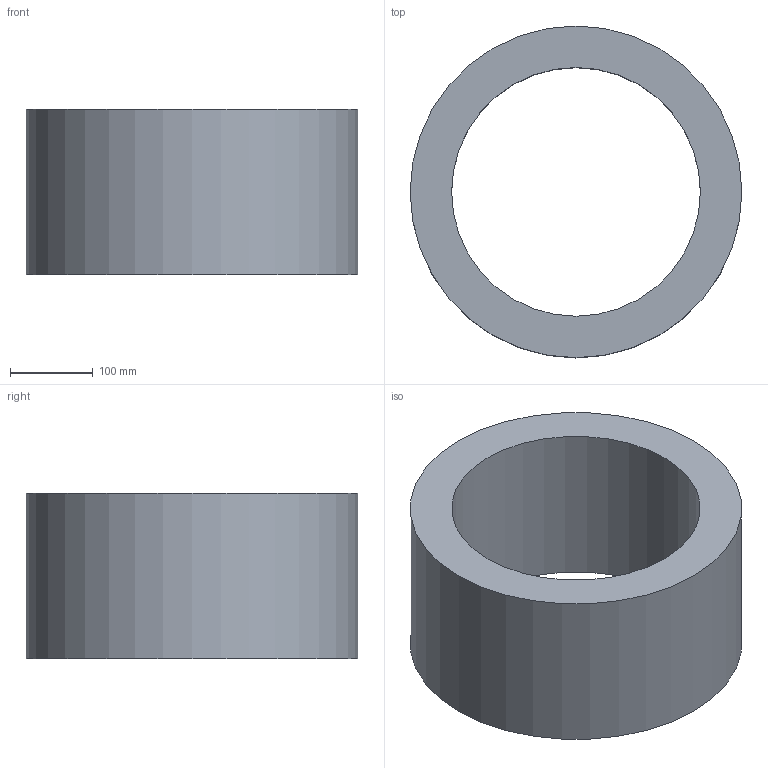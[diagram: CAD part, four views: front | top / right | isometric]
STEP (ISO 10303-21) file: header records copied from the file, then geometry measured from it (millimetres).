
FILE_DESCRIPTION(('FreeCAD Model'),'2;1');
FILE_NAME('Open CASCADE Shape Model','2022-01-07T12:20:29',('Author'),( ''),'Open CASCADE STEP processor 7.4','FreeCAD','Unknown');
FILE_SCHEMA(('AUTOMOTIVE_DESIGN { 1 0 10303 214 1 1 1 1 }'));
Length unit declared in the file: millimetre
Products named in the file (2): Cut002; COMPOUND
Assembly tree (1 placements, depth 2):
  Cut002
    COMPOUND
Bounding box: 400 x 400 x 200 mm (x, y, z)
Volume: 10897858.2 mm3; surface area: 560636.1 mm2
Topology: 1 solids, 1 shells, 36 faces, 54 edges, 36 vertices
Faces by surface type: cylinder 18, plane 18
Full cylindrical faces by diameter (mm): 36 x16, 300 x1, 400 x1
Entity records: 1548 total; most frequent: DIRECTION 274, CARTESIAN_POINT 236, ORIENTED_EDGE 108, PCURVE 108, DEFINITIONAL_REPRESENTATION 108, LINE 90, VECTOR 90, AXIS2_PLACEMENT_3D 74
